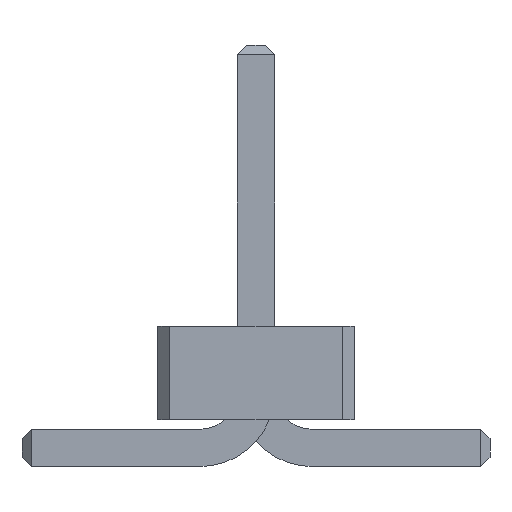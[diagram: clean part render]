
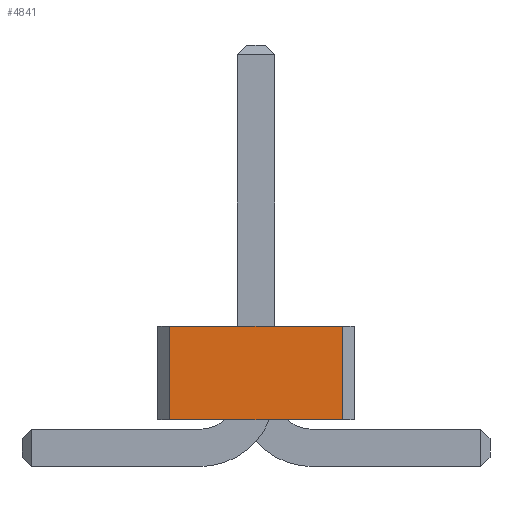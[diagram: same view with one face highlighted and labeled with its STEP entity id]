
A CAD part, front view. The second image highlights one B-rep face of the part: STEP entity #4841.
In plain terms, the highlighted planar face has unit normal (0, -1, 0).
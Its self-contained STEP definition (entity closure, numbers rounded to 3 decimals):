
#503 = VERTEX_POINT('',#504);
#504 = CARTESIAN_POINT('',(0.923,-11.43,0.5));
#510 = EDGE_CURVE('',#511,#503,#513,.T.);
#511 = VERTEX_POINT('',#512);
#512 = CARTESIAN_POINT('',(-0.923,-11.43,0.5));
#513 = LINE('',#514,#515);
#514 = CARTESIAN_POINT('',(-1.05,-11.43,0.5));
#515 = VECTOR('',#516,1.);
#516 = DIRECTION('',(1.,0.,0.));
#2019 = VERTEX_POINT('',#2020);
#2020 = CARTESIAN_POINT('',(-0.923,-11.43,1.5));
#2026 = EDGE_CURVE('',#2019,#2027,#2029,.T.);
#2027 = VERTEX_POINT('',#2028);
#2028 = CARTESIAN_POINT('',(0.923,-11.43,1.5));
#2029 = LINE('',#2030,#2031);
#2030 = CARTESIAN_POINT('',(-1.05,-11.43,1.5));
#2031 = VECTOR('',#2032,1.);
#2032 = DIRECTION('',(1.,0.,0.));
#4831 = EDGE_CURVE('',#511,#2019,#4832,.T.);
#4832 = LINE('',#4833,#4834);
#4833 = CARTESIAN_POINT('',(-0.923,-11.43,0.5));
#4834 = VECTOR('',#4835,1.);
#4835 = DIRECTION('',(0.,0.,1.));
#4841 = ADVANCED_FACE('',(#4842),#4853,.F.);
#4842 = FACE_BOUND('',#4843,.F.);
#4843 = EDGE_LOOP('',(#4844,#4845,#4846,#4847));
#4844 = ORIENTED_EDGE('',*,*,#510,.F.);
#4845 = ORIENTED_EDGE('',*,*,#4831,.T.);
#4846 = ORIENTED_EDGE('',*,*,#2026,.T.);
#4847 = ORIENTED_EDGE('',*,*,#4848,.F.);
#4848 = EDGE_CURVE('',#503,#2027,#4849,.T.);
#4849 = LINE('',#4850,#4851);
#4850 = CARTESIAN_POINT('',(0.923,-11.43,0.5));
#4851 = VECTOR('',#4852,1.);
#4852 = DIRECTION('',(0.,0.,1.));
#4853 = PLANE('',#4854);
#4854 = AXIS2_PLACEMENT_3D('',#4855,#4856,#4857);
#4855 = CARTESIAN_POINT('',(-1.05,-11.43,0.5));
#4856 = DIRECTION('',(0.,1.,0.));
#4857 = DIRECTION('',(1.,0.,0.));
